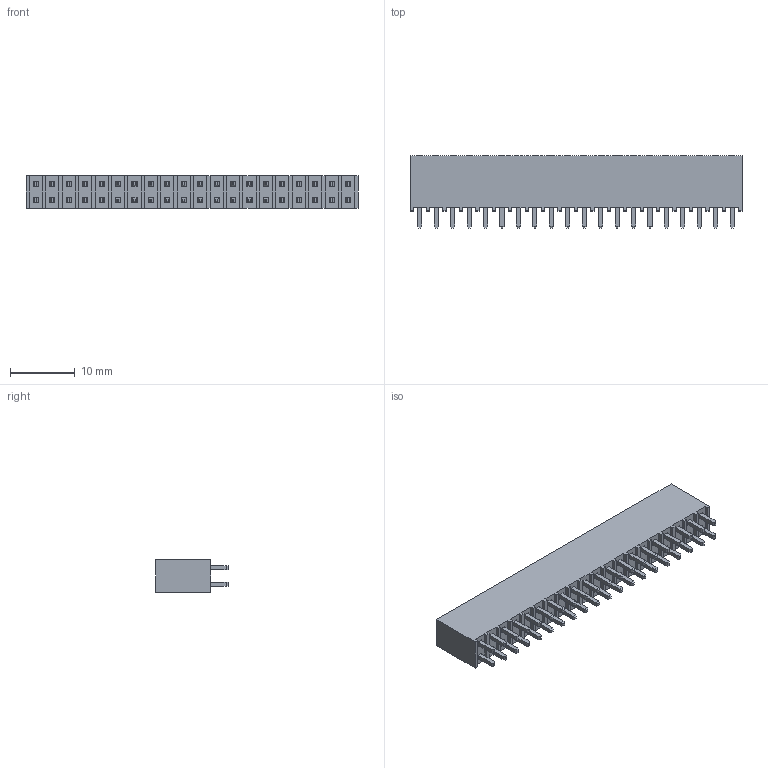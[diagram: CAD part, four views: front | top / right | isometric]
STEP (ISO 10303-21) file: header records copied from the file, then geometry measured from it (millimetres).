
FILE_DESCRIPTION( ( 'STEP AP214' ), '1' );
FILE_NAME( 'SSQ-120-01-F-D.stp', '2021-10-15T15:25:33', ( 'License CC BY-ND 4.0' ), ( 'CADENAS' ), ' ', 'PARTsolutions', ' ' );
FILE_SCHEMA( ( 'AUTOMOTIVE_DESIGN { 1 0 10303 214 1 1 1 1 }' ) );
Length unit declared in the file: inch
Products named in the file (3): SSQ-120-01-F-D; _T1SSQ-120-01-F-D; _P2SSQ-120-01-F-D
Assembly tree (2 placements, depth 2):
  SSQ-120-01-F-D
    _T1SSQ-120-01-F-D
    _P2SSQ-120-01-F-D
Bounding box: 51.31 x 11.15 x 4.95 mm (x, y, z)
Volume: 1940.5 mm3; surface area: 3212.6 mm2
Topology: 2 solids, 2 shells, 572 faces, 1584 edges, 1056 vertices
Faces by surface type: plane 572
Entity records: 22658 total; most frequent: CARTESIAN_POINT 3215, ORIENTED_EDGE 3168, DIRECTION 2734, EDGE_CURVE 1584, LINE 1584, VECTOR 1584, VERTEX_POINT 1056, EDGE_LOOP 692
